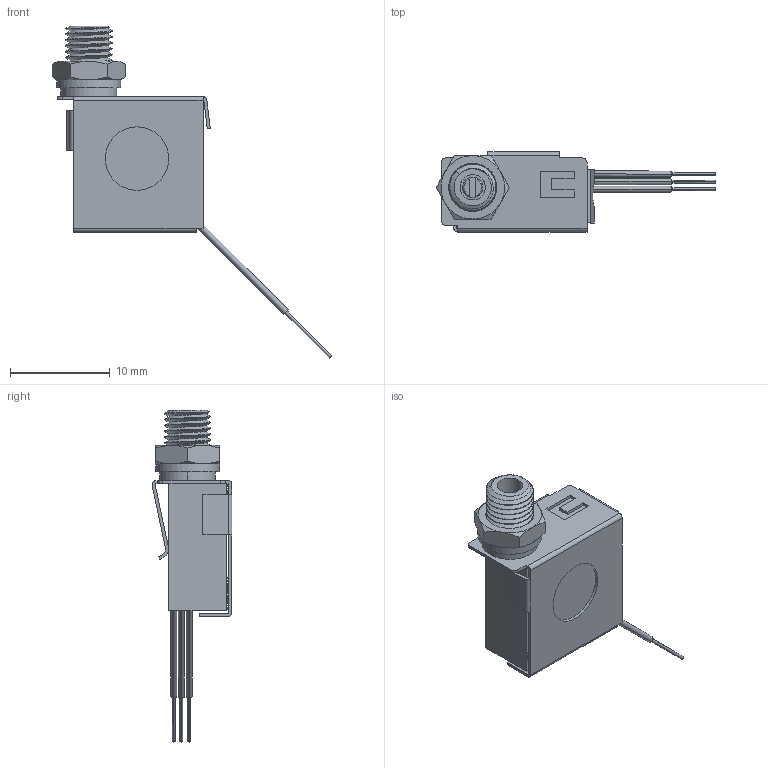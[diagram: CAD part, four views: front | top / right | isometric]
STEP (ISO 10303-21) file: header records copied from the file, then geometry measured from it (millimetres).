
FILE_DESCRIPTION((''),'2;1');
FILE_NAME('_3250L001_H-65P-1_OPT','2012-10-25T',('stevec'),('Bourns, Inc.'),'PRO/ENGINEER BY PARAMETRIC TECHNOLOGY CORPORATION, 2012230','PRO/ENGINEER BY PARAMETRIC TECHNOLOGY CORPORATION, 2012230','');
FILE_SCHEMA(('CONFIG_CONTROL_DESIGN'));
Length unit declared in the file: inch
Products named in the file (1): _3250L001_H-65P-1_OPT
Bounding box: 27.99 x 8 x 33.21 mm (x, y, z)
Volume: 1049.4 mm3; surface area: 1807 mm2
Topology: 2 solids, 6 shells, 249 faces, 644 edges, 419 vertices
Faces by surface type: plane 124, cylinder 86, cone 20, bspline 19
Entity records: 11189 total; most frequent: CARTESIAN_POINT 5117, ORIENTED_EDGE 1288, DIRECTION 1204, EDGE_CURVE 644, AXIS2_PLACEMENT_3D 428, VERTEX_POINT 419, VECTOR 348, LINE 348
